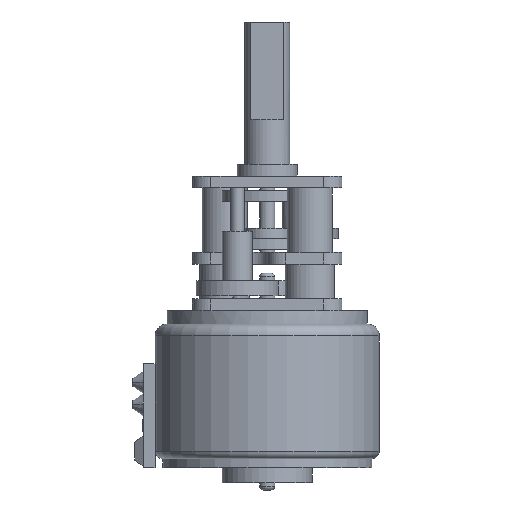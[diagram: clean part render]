
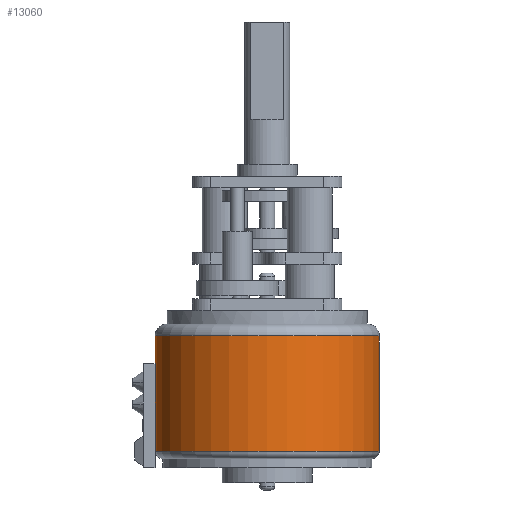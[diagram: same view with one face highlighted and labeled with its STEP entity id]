
A CAD part, front view. The second image highlights one B-rep face of the part: STEP entity #13060.
In plain terms, the highlighted cylindrical face has radius 7.5 mm (diameter 15 mm), a partial arc.
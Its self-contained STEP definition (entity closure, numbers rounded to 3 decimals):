
#202 = DIRECTION ( 'NONE',  ( -1., 0., 0. ) ) ;
#537 = VERTEX_POINT ( 'NONE', #13155 ) ;
#836 = EDGE_CURVE ( 'NONE', #1801, #6841, #6818, .T. ) ;
#837 = CARTESIAN_POINT ( 'NONE',  ( 7.5, 0., 2.6 ) ) ;
#1493 = CARTESIAN_POINT ( 'NONE',  ( -7.5, 0., 10.3 ) ) ;
#1520 = VECTOR ( 'NONE', #3998, 1000. ) ;
#1613 = DIRECTION ( 'NONE',  ( -1., 0., 0. ) ) ;
#1801 = VERTEX_POINT ( 'NONE', #5667 ) ;
#2494 = CYLINDRICAL_SURFACE ( 'NONE', #10740, 7.5 ) ;
#2520 = DIRECTION ( 'NONE',  ( 0., 0., -1. ) ) ;
#2586 = CARTESIAN_POINT ( 'NONE',  ( 0., 0., 10.3 ) ) ;
#3346 = EDGE_CURVE ( 'NONE', #12508, #537, #7659, .T. ) ;
#3451 = ORIENTED_EDGE ( 'NONE', *, *, #11348, .F. ) ;
#3998 = DIRECTION ( 'NONE',  ( 0., 0., -1. ) ) ;
#4489 = DIRECTION ( 'NONE',  ( 0., 0., -1. ) ) ;
#4985 = AXIS2_PLACEMENT_3D ( 'NONE', #2586, #11398, #202 ) ;
#5133 = LINE ( 'NONE', #7411, #12751 ) ;
#5667 = CARTESIAN_POINT ( 'NONE',  ( 7.5, 0., 10.3 ) ) ;
#5729 = CARTESIAN_POINT ( 'NONE',  ( -7.5, 0., 0. ) ) ;
#6222 = EDGE_LOOP ( 'NONE', ( #3451, #7010, #10480, #11718 ) ) ;
#6673 = CARTESIAN_POINT ( 'NONE',  ( 0., 0., 0. ) ) ;
#6818 = CIRCLE ( 'NONE', #4985, 7.5 ) ;
#6841 = VERTEX_POINT ( 'NONE', #1493 ) ;
#7010 = ORIENTED_EDGE ( 'NONE', *, *, #836, .T. ) ;
#7411 = CARTESIAN_POINT ( 'NONE',  ( 7.5, 0., 0. ) ) ;
#7559 = CARTESIAN_POINT ( 'NONE',  ( 0., 0., 2.6 ) ) ;
#7659 = CIRCLE ( 'NONE', #10064, 7.5 ) ;
#7725 = DIRECTION ( 'NONE',  ( 0., 0., -1. ) ) ;
#8401 = FACE_OUTER_BOUND ( 'NONE', #6222, .T. ) ;
#8595 = DIRECTION ( 'NONE',  ( -1., 0., 0. ) ) ;
#9163 = EDGE_CURVE ( 'NONE', #6841, #537, #10312, .T. ) ;
#10064 = AXIS2_PLACEMENT_3D ( 'NONE', #7559, #2520, #8595 ) ;
#10312 = LINE ( 'NONE', #5729, #1520 ) ;
#10480 = ORIENTED_EDGE ( 'NONE', *, *, #9163, .T. ) ;
#10740 = AXIS2_PLACEMENT_3D ( 'NONE', #6673, #7725, #1613 ) ;
#11348 = EDGE_CURVE ( 'NONE', #1801, #12508, #5133, .T. ) ;
#11398 = DIRECTION ( 'NONE',  ( 0., 0., -1. ) ) ;
#11718 = ORIENTED_EDGE ( 'NONE', *, *, #3346, .F. ) ;
#12508 = VERTEX_POINT ( 'NONE', #837 ) ;
#12751 = VECTOR ( 'NONE', #4489, 1000. ) ;
#13060 = ADVANCED_FACE ( 'NONE', ( #8401 ), #2494, .T. ) ;
#13155 = CARTESIAN_POINT ( 'NONE',  ( -7.5, 0., 2.6 ) ) ;
